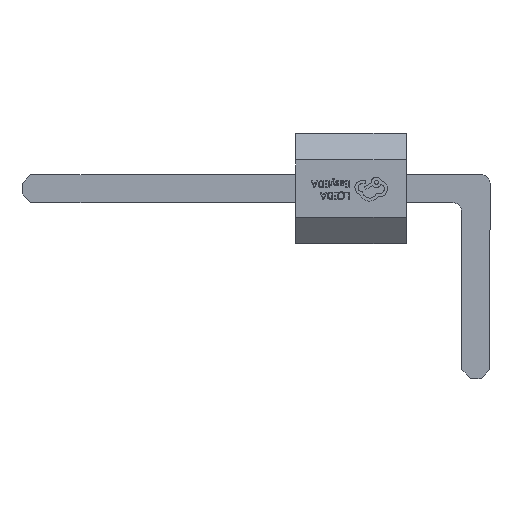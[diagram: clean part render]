
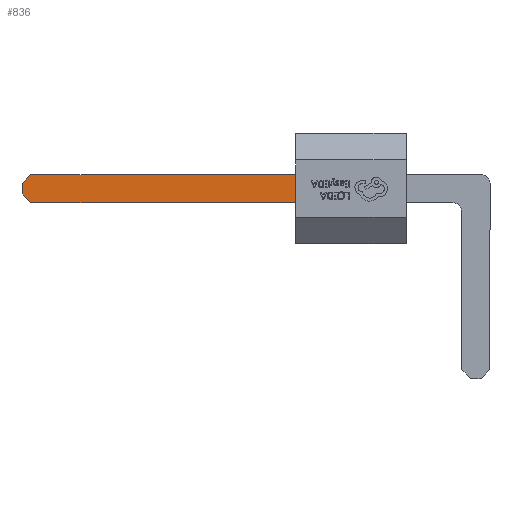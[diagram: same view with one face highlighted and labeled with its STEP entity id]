
A CAD part, left-side view. The second image highlights one B-rep face of the part: STEP entity #836.
In plain terms, the highlighted planar face has unit normal (-1, 0, 0).
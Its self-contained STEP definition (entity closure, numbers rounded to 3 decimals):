
#319 = DIRECTION ( 'NONE',  ( 0., 1., 0. ) ) ;
#836 = ADVANCED_FACE ( 'NONE', ( #11448 ), #2443, .F. ) ;
#1005 = EDGE_CURVE ( 'NONE', #3060, #12327, #10756, .T. ) ;
#1535 = DIRECTION ( 'NONE',  ( 0., 0., -1. ) ) ;
#1759 = ORIENTED_EDGE ( 'NONE', *, *, #12840, .T. ) ;
#2443 = PLANE ( 'NONE',  #11780 ) ;
#2706 = CARTESIAN_POINT ( 'NONE',  ( -4.13, 7.25, 0.93 ) ) ;
#2807 = ORIENTED_EDGE ( 'NONE', *, *, #7857, .T. ) ;
#2815 = ORIENTED_EDGE ( 'NONE', *, *, #4024, .T. ) ;
#2881 = EDGE_CURVE ( 'NONE', #17169, #3060, #4288, .T. ) ;
#2949 = LINE ( 'NONE', #6960, #5674 ) ;
#3060 = VERTEX_POINT ( 'NONE', #2706 ) ;
#3228 = DIRECTION ( 'NONE',  ( 0., 0., 1. ) ) ;
#3843 = CARTESIAN_POINT ( 'NONE',  ( -4.13, -2.31, 0.93 ) ) ;
#4024 = EDGE_CURVE ( 'NONE', #12327, #15465, #16484, .T. ) ;
#4063 = LINE ( 'NONE', #17048, #14127 ) ;
#4135 = CARTESIAN_POINT ( 'NONE',  ( -4.13, 7.25, 0.93 ) ) ;
#4288 = LINE ( 'NONE', #4135, #6981 ) ;
#4402 = CARTESIAN_POINT ( 'NONE',  ( -4.13, 1.25, 0.93 ) ) ;
#4899 = ORIENTED_EDGE ( 'NONE', *, *, #10214, .T. ) ;
#5406 = VERTEX_POINT ( 'NONE', #13961 ) ;
#5645 = CARTESIAN_POINT ( 'NONE',  ( -4.13, 7.45, 1.13 ) ) ;
#5674 = VECTOR ( 'NONE', #319, 1000. ) ;
#6743 = VECTOR ( 'NONE', #1535, 1000. ) ;
#6960 = CARTESIAN_POINT ( 'NONE',  ( -4.13, 7.25, 1.57 ) ) ;
#6981 = VECTOR ( 'NONE', #12162, 1000. ) ;
#7465 = CARTESIAN_POINT ( 'NONE',  ( -4.13, 7.45, 1.37 ) ) ;
#7661 = EDGE_LOOP ( 'NONE', ( #15269, #2815, #1759, #2807, #4899, #15091 ) ) ;
#7671 = VERTEX_POINT ( 'NONE', #7465 ) ;
#7803 = DIRECTION ( 'NONE',  ( 0., 0.707, -0.707 ) ) ;
#7857 = EDGE_CURVE ( 'NONE', #5406, #7671, #4063, .T. ) ;
#8730 = CARTESIAN_POINT ( 'NONE',  ( -4.13, -2.95, 1.37 ) ) ;
#10055 = DIRECTION ( 'NONE',  ( 1., 0., 0. ) ) ;
#10214 = EDGE_CURVE ( 'NONE', #7671, #17169, #12463, .T. ) ;
#10756 = LINE ( 'NONE', #3843, #15735 ) ;
#10935 = CARTESIAN_POINT ( 'NONE',  ( -4.13, 1.25, 1.57 ) ) ;
#11448 = FACE_OUTER_BOUND ( 'NONE', #7661, .T. ) ;
#11780 = AXIS2_PLACEMENT_3D ( 'NONE', #8730, #10055, #12735 ) ;
#12162 = DIRECTION ( 'NONE',  ( 0., -0.707, -0.707 ) ) ;
#12327 = VERTEX_POINT ( 'NONE', #4402 ) ;
#12463 = LINE ( 'NONE', #5645, #6743 ) ;
#12735 = DIRECTION ( 'NONE',  ( 0., 0., -1. ) ) ;
#12840 = EDGE_CURVE ( 'NONE', #15465, #5406, #2949, .T. ) ;
#13961 = CARTESIAN_POINT ( 'NONE',  ( -4.13, 7.25, 1.57 ) ) ;
#14127 = VECTOR ( 'NONE', #7803, 1000. ) ;
#14656 = DIRECTION ( 'NONE',  ( 0., -1., 0. ) ) ;
#15091 = ORIENTED_EDGE ( 'NONE', *, *, #2881, .T. ) ;
#15186 = CARTESIAN_POINT ( 'NONE',  ( -4.13, 1.25, 2.5 ) ) ;
#15269 = ORIENTED_EDGE ( 'NONE', *, *, #1005, .T. ) ;
#15375 = CARTESIAN_POINT ( 'NONE',  ( -4.13, 7.45, 1.13 ) ) ;
#15465 = VERTEX_POINT ( 'NONE', #10935 ) ;
#15735 = VECTOR ( 'NONE', #14656, 1000. ) ;
#16058 = VECTOR ( 'NONE', #3228, 1000. ) ;
#16484 = LINE ( 'NONE', #15186, #16058 ) ;
#17048 = CARTESIAN_POINT ( 'NONE',  ( -4.13, 7.45, 1.37 ) ) ;
#17169 = VERTEX_POINT ( 'NONE', #15375 ) ;
